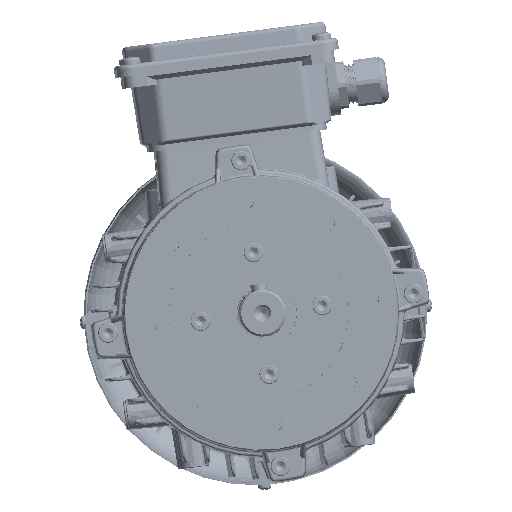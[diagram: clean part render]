
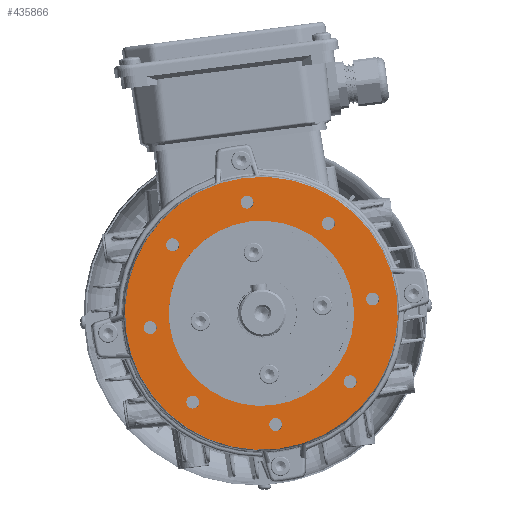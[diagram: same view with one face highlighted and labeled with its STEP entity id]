
A CAD part, left-side view. The second image highlights one B-rep face of the part: STEP entity #435866.
In plain terms, the highlighted face is planar.
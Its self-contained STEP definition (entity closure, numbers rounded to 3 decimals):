
#435744=CARTESIAN_POINT('',(70.0,0.0,15.0));
#435745=VERTEX_POINT('',#435744);
#435746=CARTESIAN_POINT('',(0.0,0.0,15.0));
#435747=DIRECTION('',(0.0,0.0,-1.0));
#435748=DIRECTION('',(1.0,0.0,0.0));
#435749=AXIS2_PLACEMENT_3D('',#435746,#435747,#435748);
#435750=CIRCLE('',#435749,70.0);
#435751=EDGE_CURVE('',#435745,#435745,#435750,.T.);
#435759=CARTESIAN_POINT('',(0.0,0.0,15.0));
#435760=DIRECTION('',(0.0,0.0,-1.0));
#435761=DIRECTION('',(-1.0,0.0,0.0));
#435762=AXIS2_PLACEMENT_3D('',#435759,#435760,#435761);
#435763=PLANE('',#435762);
#435764=ORIENTED_EDGE('',*,*,#435751,.F.);
#435765=EDGE_LOOP('',(#435764));
#435766=FACE_OUTER_BOUND('',#435765,.T.);
#435767=CARTESIAN_POINT('',(0.0,-60.824,15.0));
#435768=VERTEX_POINT('',#435767);
#435769=CARTESIAN_POINT('',(0.0,-57.5,15.0));
#435770=DIRECTION('',(0.0,0.0,-1.0));
#435771=DIRECTION('',(0.0,-1.0,0.0));
#435772=AXIS2_PLACEMENT_3D('',#435769,#435770,#435771);
#435773=CIRCLE('',#435772,3.324);
#435774=EDGE_CURVE('',#435768,#435768,#435773,.T.);
#435775=ORIENTED_EDGE('',*,*,#435774,.T.);
#435776=EDGE_LOOP('',(#435775));
#435777=FACE_BOUND('',#435776,.T.);
#435778=CARTESIAN_POINT('',(40.659,-43.982,15.0));
#435779=VERTEX_POINT('',#435778);
#435780=CARTESIAN_POINT('',(40.659,-40.659,15.0));
#435781=DIRECTION('',(0.0,0.0,-1.0));
#435782=DIRECTION('',(0.0,-1.0,0.0));
#435783=AXIS2_PLACEMENT_3D('',#435780,#435781,#435782);
#435784=CIRCLE('',#435783,3.324);
#435785=EDGE_CURVE('',#435779,#435779,#435784,.T.);
#435786=ORIENTED_EDGE('',*,*,#435785,.T.);
#435787=EDGE_LOOP('',(#435786));
#435788=FACE_BOUND('',#435787,.T.);
#435789=CARTESIAN_POINT('',(57.5,-3.324,15.0));
#435790=VERTEX_POINT('',#435789);
#435791=CARTESIAN_POINT('',(57.5,0.0,15.0));
#435792=DIRECTION('',(0.0,0.0,-1.0));
#435793=DIRECTION('',(0.0,-1.0,0.0));
#435794=AXIS2_PLACEMENT_3D('',#435791,#435792,#435793);
#435795=CIRCLE('',#435794,3.324);
#435796=EDGE_CURVE('',#435790,#435790,#435795,.T.);
#435797=ORIENTED_EDGE('',*,*,#435796,.T.);
#435798=EDGE_LOOP('',(#435797));
#435799=FACE_BOUND('',#435798,.T.);
#435800=CARTESIAN_POINT('',(0.0,54.177,15.0));
#435801=VERTEX_POINT('',#435800);
#435802=CARTESIAN_POINT('',(0.0,57.5,15.0));
#435803=DIRECTION('',(0.0,0.0,-1.0));
#435804=DIRECTION('',(0.0,-1.0,0.0));
#435805=AXIS2_PLACEMENT_3D('',#435802,#435803,#435804);
#435806=CIRCLE('',#435805,3.324);
#435807=EDGE_CURVE('',#435801,#435801,#435806,.T.);
#435808=ORIENTED_EDGE('',*,*,#435807,.T.);
#435809=EDGE_LOOP('',(#435808));
#435810=FACE_BOUND('',#435809,.T.);
#435811=CARTESIAN_POINT('',(40.659,37.335,15.0));
#435812=VERTEX_POINT('',#435811);
#435813=CARTESIAN_POINT('',(40.659,40.659,15.0));
#435814=DIRECTION('',(0.0,0.0,-1.0));
#435815=DIRECTION('',(0.0,-1.0,0.0));
#435816=AXIS2_PLACEMENT_3D('',#435813,#435814,#435815);
#435817=CIRCLE('',#435816,3.324);
#435818=EDGE_CURVE('',#435812,#435812,#435817,.T.);
#435819=ORIENTED_EDGE('',*,*,#435818,.T.);
#435820=EDGE_LOOP('',(#435819));
#435821=FACE_BOUND('',#435820,.T.);
#435822=CARTESIAN_POINT('',(-40.659,37.335,15.0));
#435823=VERTEX_POINT('',#435822);
#435824=CARTESIAN_POINT('',(-40.659,40.659,15.0));
#435825=DIRECTION('',(0.0,0.0,-1.0));
#435826=DIRECTION('',(0.0,-1.0,0.0));
#435827=AXIS2_PLACEMENT_3D('',#435824,#435825,#435826);
#435828=CIRCLE('',#435827,3.324);
#435829=EDGE_CURVE('',#435823,#435823,#435828,.T.);
#435830=ORIENTED_EDGE('',*,*,#435829,.T.);
#435831=EDGE_LOOP('',(#435830));
#435832=FACE_BOUND('',#435831,.T.);
#435833=CARTESIAN_POINT('',(-57.5,-3.324,15.0));
#435834=VERTEX_POINT('',#435833);
#435835=CARTESIAN_POINT('',(-57.5,0.0,15.0));
#435836=DIRECTION('',(0.0,0.0,-1.0));
#435837=DIRECTION('',(0.0,-1.0,0.0));
#435838=AXIS2_PLACEMENT_3D('',#435835,#435836,#435837);
#435839=CIRCLE('',#435838,3.324);
#435840=EDGE_CURVE('',#435834,#435834,#435839,.T.);
#435841=ORIENTED_EDGE('',*,*,#435840,.T.);
#435842=EDGE_LOOP('',(#435841));
#435843=FACE_BOUND('',#435842,.T.);
#435844=CARTESIAN_POINT('',(47.5,0.0,15.0));
#435845=VERTEX_POINT('',#435844);
#435846=CARTESIAN_POINT('',(0.0,0.0,15.0));
#435847=DIRECTION('',(0.0,0.0,-1.0));
#435848=DIRECTION('',(1.0,0.0,0.0));
#435849=AXIS2_PLACEMENT_3D('',#435846,#435847,#435848);
#435850=CIRCLE('',#435849,47.5);
#435851=EDGE_CURVE('',#435845,#435845,#435850,.T.);
#435852=ORIENTED_EDGE('',*,*,#435851,.T.);
#435853=EDGE_LOOP('',(#435852));
#435854=FACE_BOUND('',#435853,.T.);
#435855=CARTESIAN_POINT('',(-40.0,-44.63,15.0));
#435856=VERTEX_POINT('',#435855);
#435857=CARTESIAN_POINT('',(-40.0,-41.307,15.0));
#435858=DIRECTION('',(0.0,0.0,-1.0));
#435859=DIRECTION('',(0.0,-1.0,0.0));
#435860=AXIS2_PLACEMENT_3D('',#435857,#435858,#435859);
#435861=CIRCLE('',#435860,3.324);
#435862=EDGE_CURVE('',#435856,#435856,#435861,.T.);
#435863=ORIENTED_EDGE('',*,*,#435862,.T.);
#435864=EDGE_LOOP('',(#435863));
#435865=FACE_BOUND('',#435864,.T.);
#435866=ADVANCED_FACE('',(#435766,#435777,#435788,#435799,#435810,#435821,#435832,#435843,#435854,#435865),#435763,.F.);
